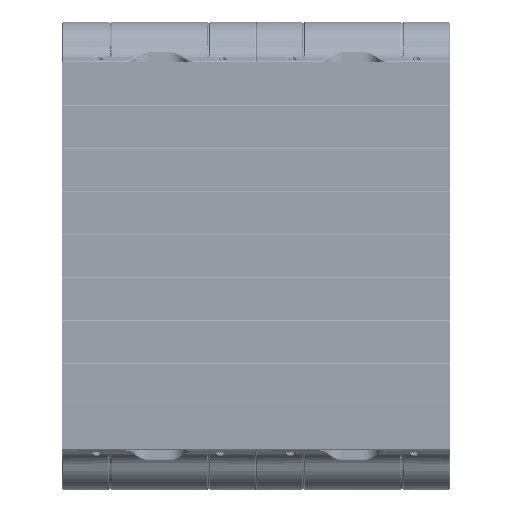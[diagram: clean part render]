
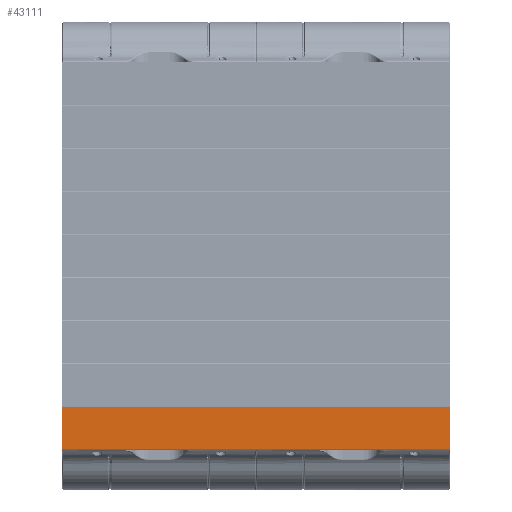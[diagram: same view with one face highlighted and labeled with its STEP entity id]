
A CAD part, top view. The second image highlights one B-rep face of the part: STEP entity #43111.
In plain terms, the highlighted planar face has unit normal (0, 0, 1).
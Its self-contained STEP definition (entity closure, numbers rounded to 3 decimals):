
#4490=PLANE('',#47651);
#6758=FACE_OUTER_BOUND('',#9491,.T.);
#9491=EDGE_LOOP('',(#37244,#37245,#37246,#37247));
#11791=LINE('',#96985,#14577);
#11792=LINE('',#96987,#14578);
#11793=LINE('',#96989,#14579);
#11794=LINE('',#96990,#14580);
#14577=VECTOR('',#57942,0.394);
#14578=VECTOR('',#57943,0.394);
#14579=VECTOR('',#57944,0.394);
#14580=VECTOR('',#57945,0.394);
#20609=VERTEX_POINT('',#96983);
#20610=VERTEX_POINT('',#96984);
#20611=VERTEX_POINT('',#96986);
#20612=VERTEX_POINT('',#96988);
#26319=EDGE_CURVE('',#20609,#20610,#11791,.T.);
#26320=EDGE_CURVE('',#20609,#20611,#11792,.T.);
#26321=EDGE_CURVE('',#20612,#20611,#11793,.T.);
#26322=EDGE_CURVE('',#20610,#20612,#11794,.T.);
#37244=ORIENTED_EDGE('',*,*,#26319,.F.);
#37245=ORIENTED_EDGE('',*,*,#26320,.T.);
#37246=ORIENTED_EDGE('',*,*,#26321,.F.);
#37247=ORIENTED_EDGE('',*,*,#26322,.F.);
#43111=ADVANCED_FACE('',(#6758),#4490,.T.);
#47651=AXIS2_PLACEMENT_3D('',#96982,#57940,#57941);
#57940=DIRECTION('center_axis',(0.,0.,1.));
#57941=DIRECTION('ref_axis',(0.,-1.,0.));
#57942=DIRECTION('',(0.,1.,0.));
#57943=DIRECTION('',(1.,0.,0.));
#57944=DIRECTION('',(0.,-1.,0.));
#57945=DIRECTION('',(1.,0.,0.));
#96982=CARTESIAN_POINT('Origin',(6.536,74.412,14.243));
#96983=CARTESIAN_POINT('',(6.536,66.512,14.243));
#96984=CARTESIAN_POINT('',(6.536,74.412,14.243));
#96985=CARTESIAN_POINT('',(6.536,66.512,14.243));
#96986=CARTESIAN_POINT('',(78.536,66.512,14.243));
#96987=CARTESIAN_POINT('',(6.536,66.512,14.243));
#96988=CARTESIAN_POINT('',(78.536,74.412,14.243));
#96989=CARTESIAN_POINT('',(78.536,66.512,14.243));
#96990=CARTESIAN_POINT('',(6.536,74.412,14.243));
